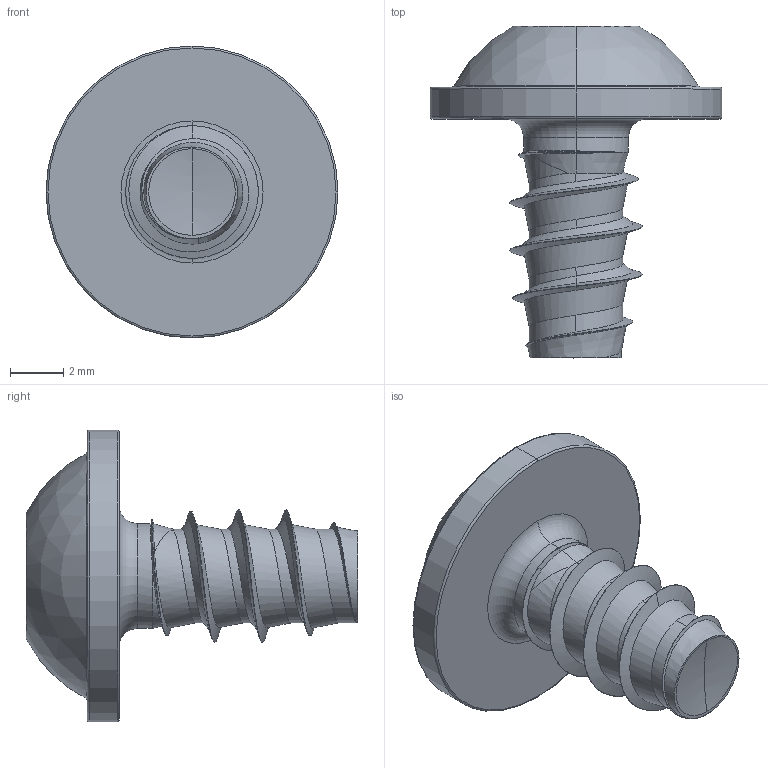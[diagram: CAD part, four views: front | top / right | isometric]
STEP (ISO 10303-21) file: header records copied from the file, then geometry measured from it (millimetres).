
FILE_DESCRIPTION (( 'STEP AP203' ), '1' );
FILE_NAME ('STP380500090.STEP', '2017-08-15T17:59:53', ( '' ), ( '' ), 'SwSTEP 2.0', 'SolidWorks 2015', '' );
FILE_SCHEMA (( 'CONFIG_CONTROL_DESIGN' ));
Length unit declared in the file: millimetre
Products named in the file (1): STP380500090
Bounding box: 11 x 12.5 x 11 mm (x, y, z)
Volume: 294.4 mm3; surface area: 425.1 mm2
Topology: 1 solids, 1 shells, 94 faces, 226 edges, 135 vertices
Faces by surface type: bspline 35, cylinder 33, cone 11, torus 8, sphere 4, plane 3
Entity records: 12476 total; most frequent: CARTESIAN_POINT 10535, ORIENTED_EDGE 448, DIRECTION 304, EDGE_CURVE 224, VERTEX_POINT 135, AXIS2_PLACEMENT_3D 128, B_SPLINE_CURVE_WITH_KNOTS 100, EDGE_LOOP 97
